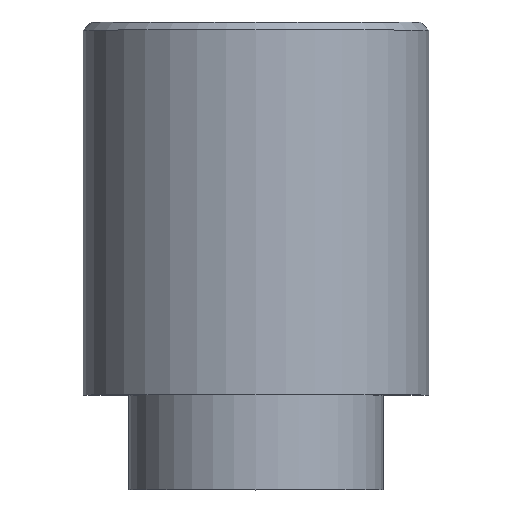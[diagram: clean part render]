
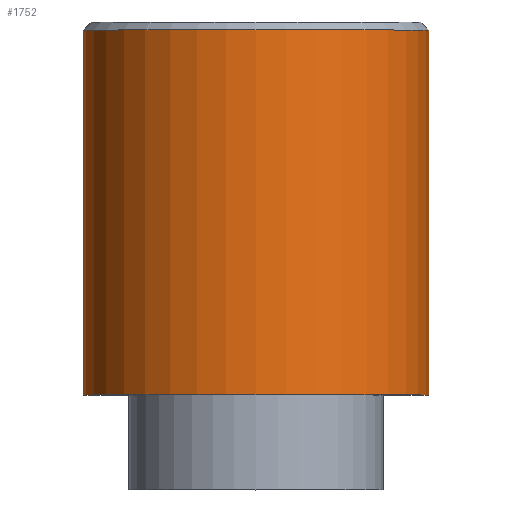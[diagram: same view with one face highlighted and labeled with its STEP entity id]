
A CAD part, top view. The second image highlights one B-rep face of the part: STEP entity #1752.
In plain terms, the highlighted cylindrical face has radius 2.781 mm (diameter 5.563 mm), a partial arc.
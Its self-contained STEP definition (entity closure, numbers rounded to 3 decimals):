
#295 = CYLINDRICAL_SURFACE ( 'NONE', #477, 2.781 ) ;
#371 = DIRECTION ( 'NONE',  ( 0., -1., 0. ) ) ;
#393 = DIRECTION ( 'NONE',  ( 0., -1., 0. ) ) ;
#435 = EDGE_CURVE ( 'NONE', #1743, #2044, #2511, .T. ) ;
#477 = AXIS2_PLACEMENT_3D ( 'NONE', #2017, #393, #1545 ) ;
#491 = AXIS2_PLACEMENT_3D ( 'NONE', #789, #2280, #1003 ) ;
#588 = ORIENTED_EDGE ( 'NONE', *, *, #1306, .F. ) ;
#604 = CARTESIAN_POINT ( 'NONE',  ( 2.781, 0., 0. ) ) ;
#619 = CARTESIAN_POINT ( 'NONE',  ( 2.781, 7.397, 0. ) ) ;
#789 = CARTESIAN_POINT ( 'NONE',  ( 0., 7.397, 0. ) ) ;
#982 = DIRECTION ( 'NONE',  ( 0., -1., 0. ) ) ;
#988 = VERTEX_POINT ( 'NONE', #2125 ) ;
#1003 = DIRECTION ( 'NONE',  ( -1., 0., 0. ) ) ;
#1049 = VECTOR ( 'NONE', #982, 1000. ) ;
#1083 = ORIENTED_EDGE ( 'NONE', *, *, #2000, .T. ) ;
#1167 = CARTESIAN_POINT ( 'NONE',  ( 0., 1.524, 0. ) ) ;
#1306 = EDGE_CURVE ( 'NONE', #2044, #988, #1406, .T. ) ;
#1372 = DIRECTION ( 'NONE',  ( 1., 0., 0. ) ) ;
#1373 = FACE_OUTER_BOUND ( 'NONE', #1603, .T. ) ;
#1406 = CIRCLE ( 'NONE', #2146, 2.781 ) ;
#1545 = DIRECTION ( 'NONE',  ( 1., 0., 0. ) ) ;
#1581 = LINE ( 'NONE', #2471, #1049 ) ;
#1603 = EDGE_LOOP ( 'NONE', ( #1991, #1083, #588, #1637 ) ) ;
#1637 = ORIENTED_EDGE ( 'NONE', *, *, #435, .F. ) ;
#1669 = VECTOR ( 'NONE', #371, 1000. ) ;
#1743 = VERTEX_POINT ( 'NONE', #619 ) ;
#1752 = ADVANCED_FACE ( 'NONE', ( #1373 ), #295, .T. ) ;
#1812 = CARTESIAN_POINT ( 'NONE',  ( 2.781, 1.524, 0. ) ) ;
#1898 = CARTESIAN_POINT ( 'NONE',  ( -2.781, 7.397, 0. ) ) ;
#1979 = CIRCLE ( 'NONE', #491, 2.781 ) ;
#1991 = ORIENTED_EDGE ( 'NONE', *, *, #2597, .T. ) ;
#2000 = EDGE_CURVE ( 'NONE', #2749, #988, #1581, .T. ) ;
#2017 = CARTESIAN_POINT ( 'NONE',  ( 0., 0., 0. ) ) ;
#2044 = VERTEX_POINT ( 'NONE', #1812 ) ;
#2125 = CARTESIAN_POINT ( 'NONE',  ( -2.781, 1.524, 0. ) ) ;
#2146 = AXIS2_PLACEMENT_3D ( 'NONE', #1167, #2652, #1372 ) ;
#2280 = DIRECTION ( 'NONE',  ( 0., -1., 0. ) ) ;
#2471 = CARTESIAN_POINT ( 'NONE',  ( -2.781, 0., 0. ) ) ;
#2511 = LINE ( 'NONE', #604, #1669 ) ;
#2597 = EDGE_CURVE ( 'NONE', #1743, #2749, #1979, .T. ) ;
#2652 = DIRECTION ( 'NONE',  ( 0., -1., 0. ) ) ;
#2749 = VERTEX_POINT ( 'NONE', #1898 ) ;
